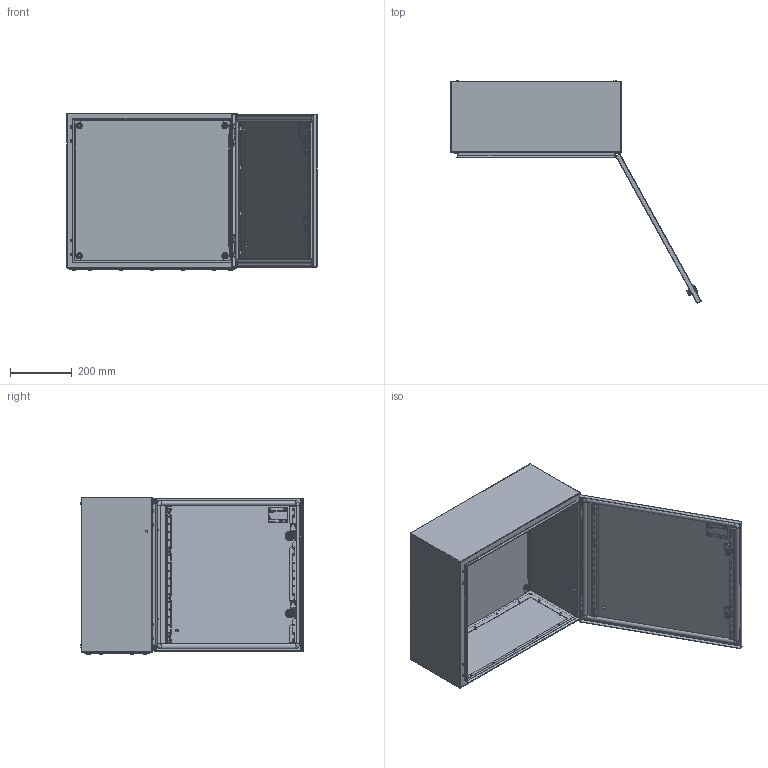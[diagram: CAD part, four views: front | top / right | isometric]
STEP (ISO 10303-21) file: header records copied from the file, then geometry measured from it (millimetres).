
FILE_DESCRIPTION(/* description */ ('Unknown'),/* implementation_level */ '2;1');
FILE_NAME(/* name */ 'GT 50-55-25',/* time_stamp */ '2020-05-06T14:39:57+02:00',/* author */ ('Unknown'),/* organization */ ('Unknown'),/* preprocessor_version */ 'ST-DEVELOPER v16.7',/* originating_system */ 'DEX',/* authorisation */ $);
FILE_SCHEMA (('AUTOMOTIVE_DESIGN {1 0 10303 214 3 1 1}'));
Products named in the file (11): Z這瞠nie26; GT 50-55-25; KOR_GT 50-55-25; Przepust; Zawias; Tuleja; Plyta; Nakretka M8; Zaslepka 6; Zaslepka 10.7; Drzwi
Assembly tree (23 placements, depth 3):
  Z這瞠nie26
    GT 50-55-25
      KOR_GT 50-55-25
      Przepust
      Zawias  x2
      Tuleja  x4
      Plyta
      Nakretka M8  x4
      Zaslepka 6  x4
      Zaslepka 10.7  x4
      Drzwi
Bounding box: 807.23 x 718.54 x 508.44 mm (x, y, z)
Volume: 2232120.5 mm3; surface area: 3010159 mm2
Topology: 46 solids, 46 shells, 2783 faces, 6786 edges, 4301 vertices
Faces by surface type: plane 1413, cylinder 942, bspline 185, torus 118, cone 87, sphere 38
Full cylindrical faces by diameter (mm): 0.4 x1, 3 x2, 3.1 x2, 3.5 x14, 3.95 x6, 4 x50, 4.8 x14, 4.9 x4, 4.917 x2, 5 x14, 6 x17, 6.1 x22, 6.2 x8, 6.647 x4, 7.2 x1, 8 x8, 8.4 x4, 9.5 x2, 10 x22, 10.9 x2, 11.38 x14, 12.5 x2, 14.8 x4, 15.5 x4, 16 x2, 19.3 x2, 20 x4, 21.188 x2, 28 x2
Entity records: 77790 total; most frequent: CARTESIAN_POINT 18512, DIRECTION 10258, ORIENTED_EDGE 9970, EDGE_CURVE 4985, AXIS2_PLACEMENT_3D 3679, VERTEX_POINT 3358, FACE_BOUND 2941, EDGE_LOOP 2940
